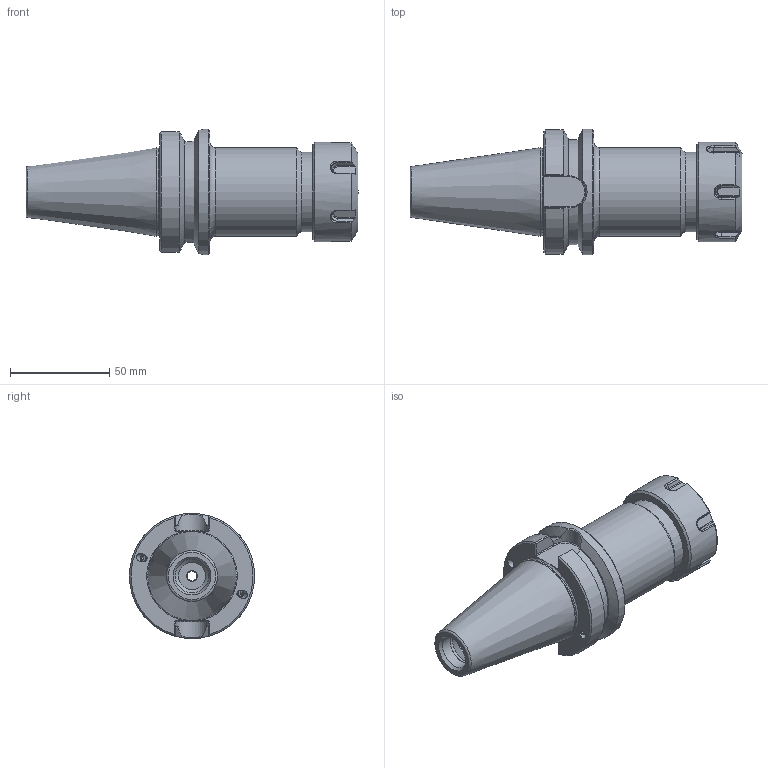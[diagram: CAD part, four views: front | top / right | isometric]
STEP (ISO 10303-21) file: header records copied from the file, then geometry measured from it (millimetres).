
FILE_DESCRIPTION(/* description */ ('ER COLLET CHUCK'),/* implementation_level */ '2;1');
FILE_NAME(/* name */ 'B40BC-32ERF400.stp',/* time_stamp */ '2017-01-18T08:49:56-05:00',/* author */ ('davhar'),/* organization */ (''),/* preprocessor_version */ 'ST-DEVELOPER v16.1',/* originating_system */ 'Autodesk Inventor 2016',/* authorisation */ '');
FILE_SCHEMA (('AUTOMOTIVE_DESIGN { 1 0 10303 214 3 1 1 }'));
Length unit declared in the file: inch
Products named in the file (6): B40BCB-32ER4-1; 029-965; B40BCB-32ER4-1_1; 32ERN; BS-18; B40BC-32ERF400
Assembly tree (6 placements, depth 3):
  B40BC-32ERF400
    B40BCB-32ER4-1_1
      B40BCB-32ER4-1
      029-965  x2
    32ERN
    BS-18
Bounding box: 167 x 62.99 x 62.99 mm (x, y, z)
Volume: 196026.1 mm3; surface area: 46569 mm2
Topology: 5 solids, 5 shells, 211 faces, 507 edges, 317 vertices
Faces by surface type: plane 88, cylinder 56, cone 40, torus 17, bspline 8, sphere 2
Full cylindrical faces by diameter (mm): 3.3 x2, 4 x4, 4.1 x2, 4.2 x2, 7.112 x1, 13.843 x1, 17.013 x1, 17.623 x1, 17.78 x2, 18.923 x1, 20.447 x1, 23.495 x1, 27 x1, 38.65 x1, 40 x1, 41 x1, 43.942 x1, 44.45 x1, 50 x1, 62.992 x1
Entity records: 6674 total; most frequent: CARTESIAN_POINT 2345, DIRECTION 824, ORIENTED_EDGE 822, EDGE_CURVE 411, AXIS2_PLACEMENT_3D 340, VERTEX_POINT 285, EDGE_LOOP 266, FACE_OUTER_BOUND 195
